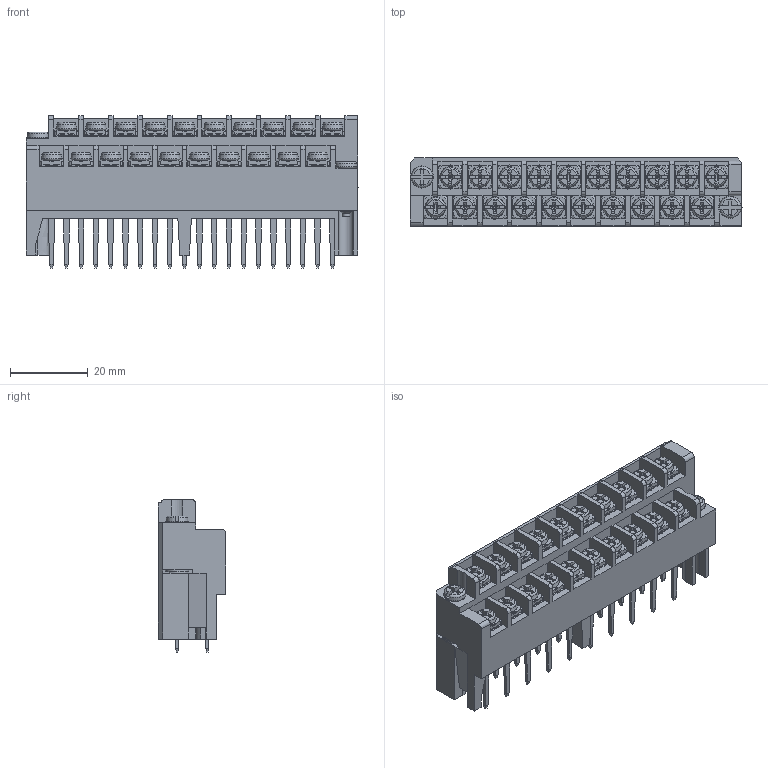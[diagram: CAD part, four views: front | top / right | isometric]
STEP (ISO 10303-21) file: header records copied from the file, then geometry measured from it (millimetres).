
FILE_DESCRIPTION( ('This file contains a STEP AP42 implementation' ,'as created by ZW3D STEP Interface translator.') ,'2;1' );
FILE_NAME( 'BH762-01-10-T-W0-S12.stp' ,'231115.15 4 7', (''), ('ZWCAD Software Co.'), 'Version 1.0', 'ZW3D to STEP translator', '' );
FILE_SCHEMA(('AUTOMOTIVE_DESIGN { 1 0 10303 214 1 1 1 1 }'));
Length unit declared in the file: millimetre
Products named in the file (2): 0; BH762-01-10-T-W0-S12
Bounding box: 85.55 x 17.5 x 39.3 mm (x, y, z)
Volume: 1458.6 mm3; surface area: 31091.7 mm2
Topology: 10 solids, 11 shells, 4444 faces, 12524 edges, 8079 vertices
Faces by surface type: plane 3233, cylinder 551, bspline 455, cone 205
Full cylindrical faces by diameter (mm): 2 x2, 2.37 x20, 2.4 x4, 2.5 x1, 2.57 x20, 3 x44, 3.2 x2, 3.5 x2, 3.8 x4, 4 x2, 6 x2
Entity records: 253216 total; most frequent: CARTESIAN_POINT 136248, ORIENTED_EDGE 25230, DIRECTION 21254, EDGE_CURVE 12517, VECTOR 9476, LINE 9476, VERTEX_POINT 8079, AXIS2_PLACEMENT_3D 5889
